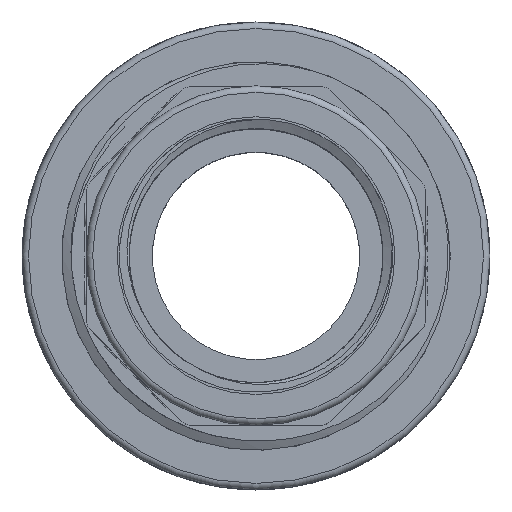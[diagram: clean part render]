
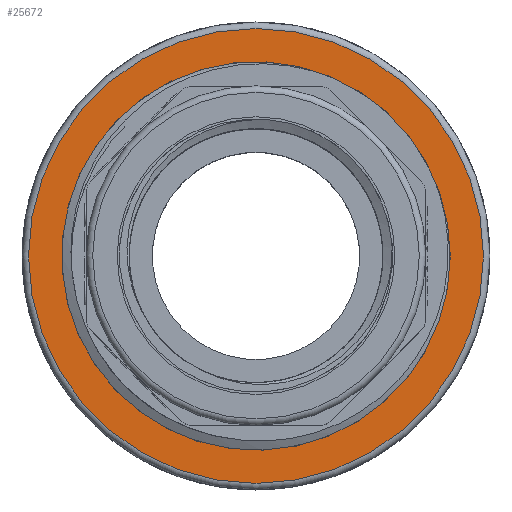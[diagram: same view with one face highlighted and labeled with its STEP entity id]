
A CAD part, top view. The second image highlights one B-rep face of the part: STEP entity #25672.
In plain terms, the highlighted planar face has unit normal (0, 0, 1).
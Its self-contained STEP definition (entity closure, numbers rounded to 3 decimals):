
#1976=PLANE('',#30271);
#4728=EDGE_LOOP('',(#13125));
#4729=EDGE_LOOP('',(#13126));
#13125=ORIENTED_EDGE('',*,*,#21347,.T.);
#13126=ORIENTED_EDGE('',*,*,#21348,.T.);
#21347=EDGE_CURVE('',#27663,#27663,#25103,.T.);
#21348=EDGE_CURVE('',#27664,#27664,#25104,.T.);
#25103=CIRCLE('',#30269,29.807);
#25104=CIRCLE('',#30270,34.9);
#25672=ADVANCED_FACE('',(#27086,#27087),#1976,.T.);
#27086=FACE_BOUND('',#4728,.T.);
#27087=FACE_BOUND('',#4729,.T.);
#27663=VERTEX_POINT('',#41103);
#27664=VERTEX_POINT('',#41105);
#30269=AXIS2_PLACEMENT_3D('',#41102,#32296,#32297);
#30270=AXIS2_PLACEMENT_3D('',#41104,#32298,#32299);
#30271=AXIS2_PLACEMENT_3D('',#41106,#32300,#32301);
#32296=DIRECTION('',(0.,0.,-1.));
#32297=DIRECTION('',(1.,0.,0.));
#32298=DIRECTION('',(0.,0.,1.));
#32299=DIRECTION('',(1.,0.,0.));
#32300=DIRECTION('',(0.,0.,1.));
#32301=DIRECTION('',(1.,0.,0.));
#41102=CARTESIAN_POINT('',(246.,0.,24.85));
#41103=CARTESIAN_POINT('',(275.807,0.,24.85));
#41104=CARTESIAN_POINT('',(246.,0.,24.85));
#41105=CARTESIAN_POINT('',(280.9,0.,24.85));
#41106=CARTESIAN_POINT('',(246.,0.,24.85));
